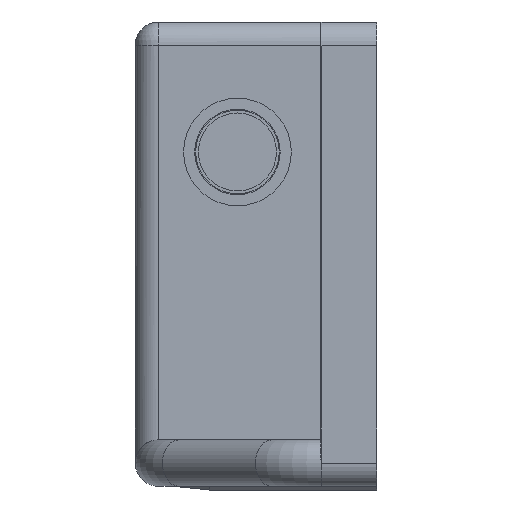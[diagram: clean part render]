
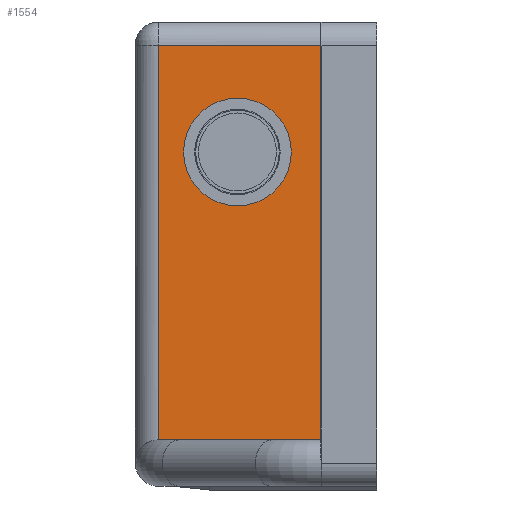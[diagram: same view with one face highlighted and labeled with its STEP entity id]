
A CAD part, left-side view. The second image highlights one B-rep face of the part: STEP entity #1554.
In plain terms, the highlighted planar face has unit normal (-1, 0, 0).
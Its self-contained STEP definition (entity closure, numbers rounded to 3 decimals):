
#392=DIRECTION('',(0.,0.,-1.));
#393=VECTOR('',#392,21.25);
#394=CARTESIAN_POINT('',(-34.,-3.5,11.25));
#395=LINE('',#394,#393);
#396=DIRECTION('',(0.,1.,0.));
#397=VECTOR('',#396,8.75);
#398=CARTESIAN_POINT('',(-34.,-3.5,-10.));
#399=LINE('',#398,#397);
#400=CARTESIAN_POINT('',(-34.,1.,5.5));
#401=DIRECTION('',(-1.,0.,0.));
#402=DIRECTION('',(0.,-1.,0.));
#403=AXIS2_PLACEMENT_3D('',#400,#401,#402);
#405=CARTESIAN_POINT('',(-34.,1.,5.5));
#406=DIRECTION('',(-1.,0.,0.));
#407=DIRECTION('',(0.,1.,0.));
#408=AXIS2_PLACEMENT_3D('',#405,#406,#407);
#410=DIRECTION('',(0.,0.,-1.));
#411=VECTOR('',#410,21.25);
#412=CARTESIAN_POINT('',(-34.,5.25,11.25));
#413=LINE('',#412,#411);
#414=CARTESIAN_POINT('',(-34.,5.25,-10.));
#471=DIRECTION('',(0.,1.,0.));
#472=VECTOR('',#471,8.75);
#473=CARTESIAN_POINT('',(-34.,-3.5,11.25));
#474=LINE('',#473,#472);
#951=VERTEX_POINT('',#414);
#980=CARTESIAN_POINT('',(-34.,-3.5,-10.));
#981=VERTEX_POINT('',#980);
#984=CARTESIAN_POINT('',(-34.,5.25,11.25));
#985=VERTEX_POINT('',#984);
#986=CARTESIAN_POINT('',(-34.,-3.5,11.25));
#987=VERTEX_POINT('',#986);
#988=CARTESIAN_POINT('',(-34.,-1.9,5.5));
#989=CARTESIAN_POINT('',(-34.,3.9,5.5));
#990=VERTEX_POINT('',#988);
#991=VERTEX_POINT('',#989);
#1534=CARTESIAN_POINT('',(-34.,6.5,-10.));
#1535=DIRECTION('',(1.,0.,0.));
#1536=DIRECTION('',(0.,-1.,0.));
#1537=AXIS2_PLACEMENT_3D('',#1534,#1535,#1536);
#1538=PLANE('',#1537);
#1540=ORIENTED_EDGE('',*,*,#1539,.F.);
#1542=ORIENTED_EDGE('',*,*,#1541,.F.);
#1544=ORIENTED_EDGE('',*,*,#1543,.T.);
#1545=ORIENTED_EDGE('',*,*,#1497,.T.);
#1546=EDGE_LOOP('',(#1540,#1542,#1544,#1545));
#1547=FACE_OUTER_BOUND('',#1546,.F.);
#1549=ORIENTED_EDGE('',*,*,#1548,.T.);
#1551=ORIENTED_EDGE('',*,*,#1550,.T.);
#1552=EDGE_LOOP('',(#1549,#1551));
#1553=FACE_BOUND('',#1552,.F.);
#1554=ADVANCED_FACE('',(#1547,#1553),#1538,.F.);
#404=CIRCLE('',#403,2.9);
#409=CIRCLE('',#408,2.9);
#1497=EDGE_CURVE('',#981,#951,#399,.T.);
#1539=EDGE_CURVE('',#985,#951,#413,.T.);
#1541=EDGE_CURVE('',#987,#985,#474,.T.);
#1543=EDGE_CURVE('',#987,#981,#395,.T.);
#1548=EDGE_CURVE('',#990,#991,#404,.T.);
#1550=EDGE_CURVE('',#991,#990,#409,.T.);
